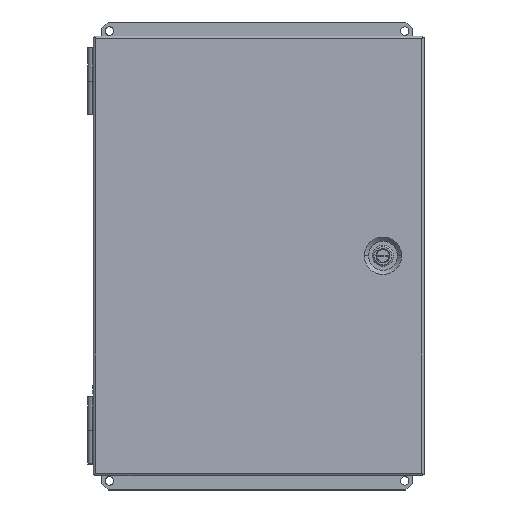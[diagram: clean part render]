
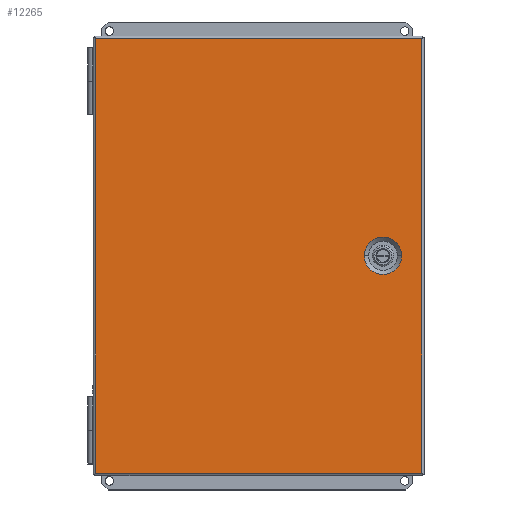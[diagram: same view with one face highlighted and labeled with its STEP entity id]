
A CAD part, top view. The second image highlights one B-rep face of the part: STEP entity #12265.
In plain terms, the highlighted planar face has unit normal (0, 0, 1).
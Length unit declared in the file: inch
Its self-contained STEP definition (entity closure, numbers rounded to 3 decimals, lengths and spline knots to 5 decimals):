
#353 = DIRECTION ( 'NONE',  ( 1., 0., 0. ) ) ;
#695 = CIRCLE ( 'NONE', #8200, 0.69489 ) ;
#926 = CARTESIAN_POINT ( 'NONE',  ( -6.0085, -8.0955, 3.621 ) ) ;
#1534 = DIRECTION ( 'NONE',  ( 0., 1., 0. ) ) ;
#2671 = EDGE_LOOP ( 'NONE', ( #29813, #15111, #16187, #14021 ) ) ;
#3130 = DIRECTION ( 'NONE',  ( 0., 0., -1. ) ) ;
#3994 = DIRECTION ( 'NONE',  ( 0., -1., 0. ) ) ;
#4627 = CIRCLE ( 'NONE', #7850, 0.69489 ) ;
#6781 = VERTEX_POINT ( 'NONE', #25139 ) ;
#7850 = AXIS2_PLACEMENT_3D ( 'NONE', #21057, #3130, #353 ) ;
#8177 = VECTOR ( 'NONE', #8402, 39.37008 ) ;
#8200 = AXIS2_PLACEMENT_3D ( 'NONE', #9551, #22117, #9666 ) ;
#8243 = VERTEX_POINT ( 'NONE', #26688 ) ;
#8383 = CARTESIAN_POINT ( 'NONE',  ( -6.0945, 8.0955, 3.621 ) ) ;
#8402 = DIRECTION ( 'NONE',  ( 1., 0., 0. ) ) ;
#8567 = VECTOR ( 'NONE', #1534, 39.37008 ) ;
#8588 = VERTEX_POINT ( 'NONE', #926 ) ;
#9551 = CARTESIAN_POINT ( 'NONE',  ( 4.6865, 0., 3.621 ) ) ;
#9666 = DIRECTION ( 'NONE',  ( 1., 0., 0. ) ) ;
#10086 = VECTOR ( 'NONE', #10911, 39.37008 ) ;
#10277 = LINE ( 'NONE', #32134, #22211 ) ;
#10858 = DIRECTION ( 'NONE',  ( 1., 0., 0. ) ) ;
#10911 = DIRECTION ( 'NONE',  ( -1., 0., 0. ) ) ;
#11400 = VERTEX_POINT ( 'NONE', #17015 ) ;
#12265 = ADVANCED_FACE ( 'NONE', ( #13795, #24635 ), #25603, .T. ) ;
#13045 = CARTESIAN_POINT ( 'NONE',  ( 6.1335, 8.0955, 3.621 ) ) ;
#13795 = FACE_BOUND ( 'NONE', #24348, .T. ) ;
#14021 = ORIENTED_EDGE ( 'NONE', *, *, #28895, .T. ) ;
#14468 = LINE ( 'NONE', #23418, #8177 ) ;
#15111 = ORIENTED_EDGE ( 'NONE', *, *, #26272, .T. ) ;
#15232 = LINE ( 'NONE', #8383, #10086 ) ;
#16058 = DIRECTION ( 'NONE',  ( 0., 0., 1. ) ) ;
#16187 = ORIENTED_EDGE ( 'NONE', *, *, #31857, .T. ) ;
#16844 = AXIS2_PLACEMENT_3D ( 'NONE', #28637, #16058, #10858 ) ;
#17015 = CARTESIAN_POINT ( 'NONE',  ( 5.38139, 0., 3.621 ) ) ;
#18113 = EDGE_CURVE ( 'NONE', #25421, #6781, #15232, .T. ) ;
#20594 = VERTEX_POINT ( 'NONE', #31685 ) ;
#21057 = CARTESIAN_POINT ( 'NONE',  ( 4.6865, 0., 3.621 ) ) ;
#21780 = EDGE_CURVE ( 'NONE', #8243, #11400, #695, .T. ) ;
#22117 = DIRECTION ( 'NONE',  ( 0., 0., -1. ) ) ;
#22211 = VECTOR ( 'NONE', #3994, 39.37008 ) ;
#23418 = CARTESIAN_POINT ( 'NONE',  ( -6.0945, -8.0955, 3.621 ) ) ;
#24348 = EDGE_LOOP ( 'NONE', ( #25834, #24723 ) ) ;
#24371 = EDGE_CURVE ( 'NONE', #11400, #8243, #4627, .T. ) ;
#24635 = FACE_OUTER_BOUND ( 'NONE', #2671, .T. ) ;
#24723 = ORIENTED_EDGE ( 'NONE', *, *, #21780, .T. ) ;
#25139 = CARTESIAN_POINT ( 'NONE',  ( -6.0085, 8.0955, 3.621 ) ) ;
#25421 = VERTEX_POINT ( 'NONE', #13045 ) ;
#25603 = PLANE ( 'NONE',  #16844 ) ;
#25834 = ORIENTED_EDGE ( 'NONE', *, *, #24371, .T. ) ;
#26272 = EDGE_CURVE ( 'NONE', #6781, #8588, #10277, .T. ) ;
#26688 = CARTESIAN_POINT ( 'NONE',  ( 3.99161, 0., 3.621 ) ) ;
#26828 = CARTESIAN_POINT ( 'NONE',  ( 6.1335, -8.1815, 3.621 ) ) ;
#28637 = CARTESIAN_POINT ( 'NONE',  ( -6.0945, -8.1815, 3.621 ) ) ;
#28895 = EDGE_CURVE ( 'NONE', #20594, #25421, #29620, .T. ) ;
#29620 = LINE ( 'NONE', #26828, #8567 ) ;
#29813 = ORIENTED_EDGE ( 'NONE', *, *, #18113, .T. ) ;
#31685 = CARTESIAN_POINT ( 'NONE',  ( 6.1335, -8.0955, 3.621 ) ) ;
#31857 = EDGE_CURVE ( 'NONE', #8588, #20594, #14468, .T. ) ;
#32134 = CARTESIAN_POINT ( 'NONE',  ( -6.0085, -8.1815, 3.621 ) ) ;
